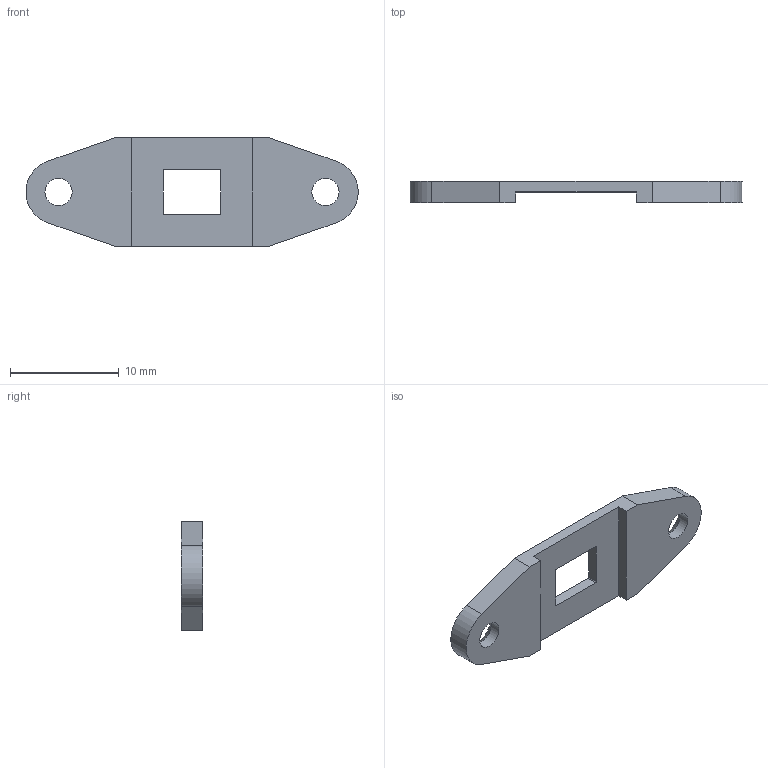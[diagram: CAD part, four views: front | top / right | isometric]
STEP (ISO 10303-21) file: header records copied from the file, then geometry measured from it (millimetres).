
FILE_DESCRIPTION(/* description */ (''),/* implementation_level */ '2;1');
FILE_NAME(/* name */ 'Sensor_Cover_v4.step',/* time_stamp */ '2025-10-26T00:42:19+02:00',/* author */ (''),/* organization */ (''),/* preprocessor_version */ 'ST-DEVELOPER v20.1',/* originating_system */ 'Autodesk Translation Framework v14.17.0.0',/* authorisation */ '');
FILE_SCHEMA (('AUTOMOTIVE_DESIGN { 1 0 10303 214 3 1 1 }'));
Length unit declared in the file: millimetre
Products named in the file (1): Sensor Cover
Bounding box: 30.48 x 2 x 10 mm (x, y, z)
Volume: 346.4 mm3; surface area: 625.4 mm2
Topology: 1 solids, 1 shells, 26 faces, 70 edges, 46 vertices
Faces by surface type: plane 16, cylinder 8, cone 2
Full cylindrical faces by diameter (mm): 2.5 x2
Entity records: 861 total; most frequent: CARTESIAN_POINT 143, DIRECTION 142, ORIENTED_EDGE 140, EDGE_CURVE 70, LINE 52, VECTOR 52, VERTEX_POINT 46, AXIS2_PLACEMENT_3D 45
